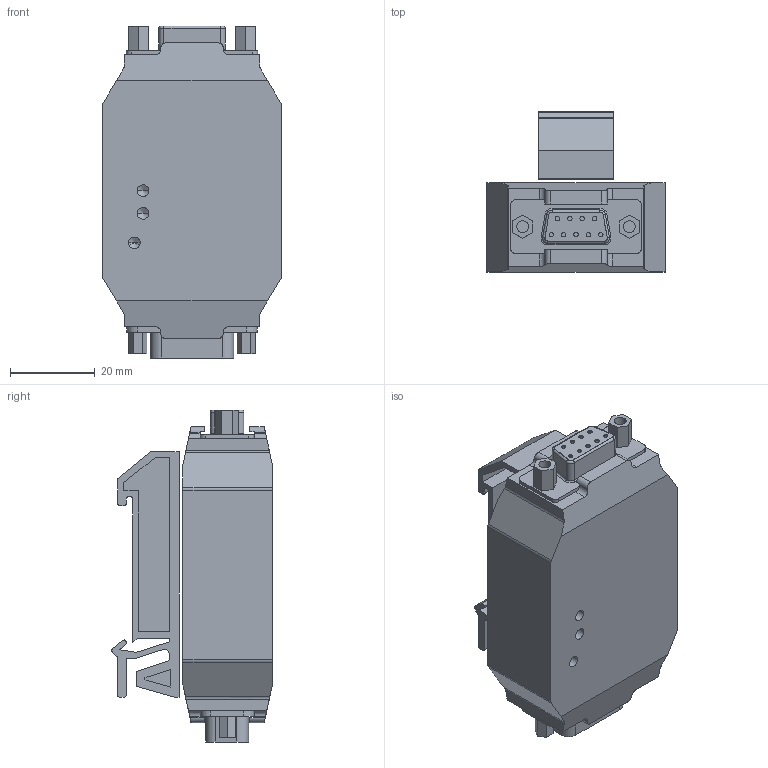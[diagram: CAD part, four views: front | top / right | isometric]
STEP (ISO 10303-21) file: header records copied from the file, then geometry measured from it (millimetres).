
FILE_DESCRIPTION((''),'2;1');
FILE_NAME('CSG110.stp','2009-10-28T07:27:03',(''),(''),'Mechanical Desktop 2008','Mechanical Desktop 2008',', , ');
FILE_SCHEMA(('CONFIG_CONTROL_DESIGN'));
Length unit declared in the file: inch
Products named in the file (10): CSG110; JM2; PART1; DP9MALE; DP9FEMALE; ~PART1; PART2; DIN-CLIP; 26; NEWDWG
Assembly tree (144 placements, depth 4):
  CSG110
    JM2
      PART1
      DP9MALE
      DP9FEMALE
        ~PART1
        PART2
    DIN-CLIP
    26  x110
    NEWDWG  x5
      26
Bounding box: 42.42 x 37.9 x 78.4 mm (x, y, z)
Volume: 62176 mm3; surface area: 20390.2 mm2
Topology: 5 solids, 5 shells, 338 faces, 893 edges, 579 vertices
Faces by surface type: plane 173, cylinder 142, sphere 9, cone 6, bspline 4, torus 4
Entity records: 11626 total; most frequent: DIRECTION 2109, CARTESIAN_POINT 2011, ORIENTED_EDGE 1702, EDGE_CURVE 851, AXIS2_PLACEMENT_3D 779, VERTEX_POINT 561, VECTOR 551, LINE 551
